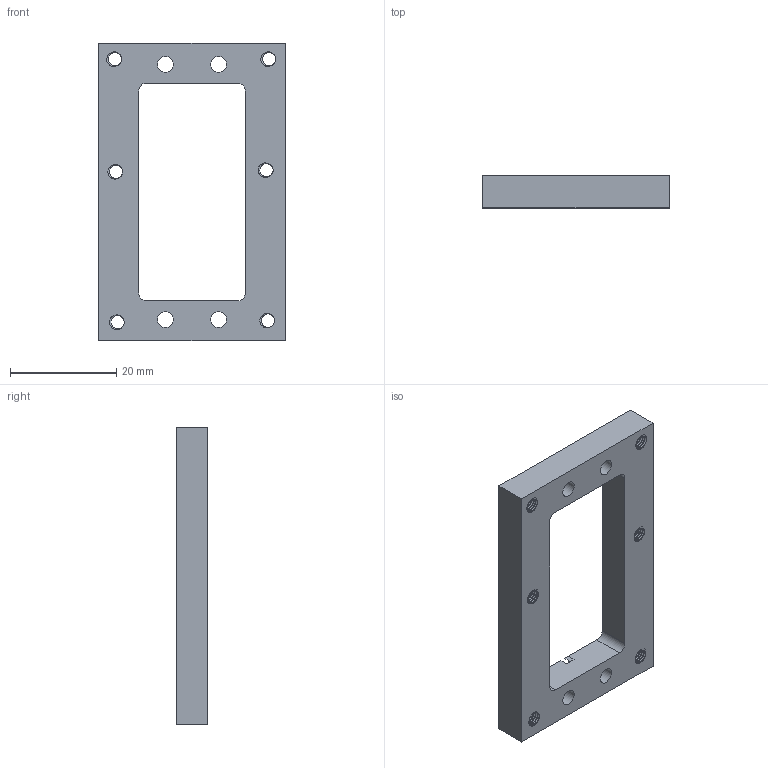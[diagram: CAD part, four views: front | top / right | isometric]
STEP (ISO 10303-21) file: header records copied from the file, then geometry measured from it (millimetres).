
FILE_DESCRIPTION(/* description */ ('','CAx-IF Rec.Pracs.---Representation and Presentation of Product Manufacturing Information (PMI)---4.0---2014-10-13'),/* implementation_level */ '2;1');
FILE_NAME(/* name */ 'IDEX_4way_valve_servo_actuation_V1_servo_holder.step',/* time_stamp */ '2025-03-25T23:52:10+01:00',/* author */ (''),/* organization */ (''),/* preprocessor_version */ 'ST-DEVELOPER v20',/* originating_system */ 'Autodesk Translation Framework v13.20.0.188',/* authorisation */ '');
FILE_SCHEMA (('AP242_MANAGED_MODEL_BASED_3D_ENGINEERING_MIM_LF { 1 0 10303 442 1 1 4 }'));
Length unit declared in the file: millimetre
Products named in the file (2): IDEX_4way_valve_servo_actuation_V1_1; servo_holder_general_v2 v1
Assembly tree (1 placements, depth 2):
  IDEX_4way_valve_servo_actuation_V1_1
    servo_holder_general_v2 v1
Bounding box: 35 x 6 x 56 mm (x, y, z)
Volume: 6427.1 mm3; surface area: 4751.4 mm2
Topology: 1 solids, 1 shells, 196 faces, 582 edges, 388 vertices
Faces by surface type: cylinder 164, plane 20, bspline 12
Full cylindrical faces by diameter (mm): 2.529 x36, 3 x4, 3.086 x18
Entity records: 16171 total; most frequent: CARTESIAN_POINT 11489, ORIENTED_EDGE 1164, DIRECTION 660, EDGE_CURVE 582, VERTEX_POINT 388, B_SPLINE_CURVE_WITH_KNOTS 336, AXIS2_PLACEMENT_3D 227, EDGE_LOOP 218
